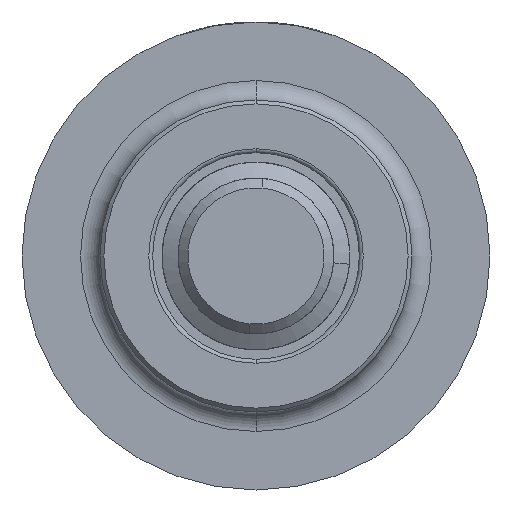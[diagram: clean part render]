
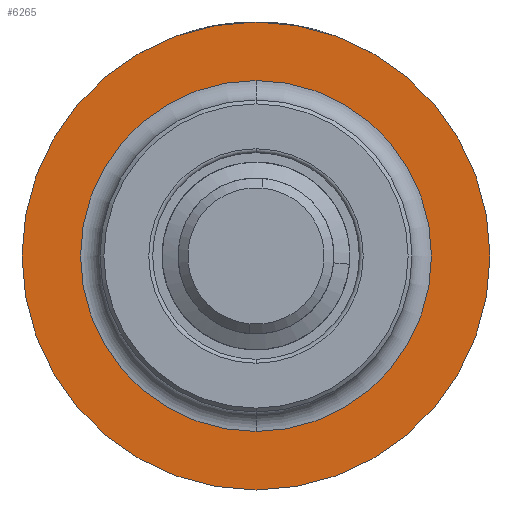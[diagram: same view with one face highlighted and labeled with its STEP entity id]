
A CAD part, front view. The second image highlights one B-rep face of the part: STEP entity #6265.
In plain terms, the highlighted planar face has unit normal (0, -1, 0).
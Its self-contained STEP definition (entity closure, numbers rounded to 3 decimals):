
#66 = DIRECTION ( 'NONE',  ( 0., -1., 0. ) ) ;
#316 = DIRECTION ( 'NONE',  ( 0., -1., 0. ) ) ;
#699 = AXIS2_PLACEMENT_3D ( 'NONE', #2736, #1572, #5808 ) ;
#724 = CARTESIAN_POINT ( 'NONE',  ( 0., 9.42, -12. ) ) ;
#750 = DIRECTION ( 'NONE',  ( 0., -1., 0. ) ) ;
#1048 = EDGE_LOOP ( 'NONE', ( #4032, #3486 ) ) ;
#1326 = CARTESIAN_POINT ( 'NONE',  ( 0., 9.42, 0. ) ) ;
#1408 = EDGE_LOOP ( 'NONE', ( #3196, #3887 ) ) ;
#1489 = EDGE_CURVE ( 'NONE', #4462, #6190, #7419, .T. ) ;
#1572 = DIRECTION ( 'NONE',  ( 0., -1., 0. ) ) ;
#1912 = DIRECTION ( 'NONE',  ( 0., 0., -1. ) ) ;
#1923 = DIRECTION ( 'NONE',  ( 0., 0., -1. ) ) ;
#2274 = EDGE_CURVE ( 'NONE', #5251, #7070, #4634, .T. ) ;
#2380 = CARTESIAN_POINT ( 'NONE',  ( 0., 9.42, 12. ) ) ;
#2736 = CARTESIAN_POINT ( 'NONE',  ( 0., 9.42, 0. ) ) ;
#3006 = AXIS2_PLACEMENT_3D ( 'NONE', #5131, #316, #3350 ) ;
#3190 = DIRECTION ( 'NONE',  ( 0., 0., -1. ) ) ;
#3196 = ORIENTED_EDGE ( 'NONE', *, *, #7700, .T. ) ;
#3350 = DIRECTION ( 'NONE',  ( 0., 0., -1. ) ) ;
#3486 = ORIENTED_EDGE ( 'NONE', *, *, #5199, .F. ) ;
#3735 = CARTESIAN_POINT ( 'NONE',  ( 0., 9.42, 0. ) ) ;
#3769 = CIRCLE ( 'NONE', #6664, 12. ) ;
#3887 = ORIENTED_EDGE ( 'NONE', *, *, #1489, .T. ) ;
#4032 = ORIENTED_EDGE ( 'NONE', *, *, #2274, .F. ) ;
#4462 = VERTEX_POINT ( 'NONE', #2380 ) ;
#4634 = CIRCLE ( 'NONE', #3006, 9. ) ;
#5039 = FACE_BOUND ( 'NONE', #1048, .T. ) ;
#5131 = CARTESIAN_POINT ( 'NONE',  ( 0., 9.42, 0. ) ) ;
#5199 = EDGE_CURVE ( 'NONE', #7070, #5251, #6976, .T. ) ;
#5220 = CARTESIAN_POINT ( 'NONE',  ( 0., 9.42, -9. ) ) ;
#5251 = VERTEX_POINT ( 'NONE', #5220 ) ;
#5456 = AXIS2_PLACEMENT_3D ( 'NONE', #6825, #6912, #3190 ) ;
#5683 = PLANE ( 'NONE',  #5456 ) ;
#5808 = DIRECTION ( 'NONE',  ( 0., 0., -1. ) ) ;
#6105 = AXIS2_PLACEMENT_3D ( 'NONE', #3735, #66, #1923 ) ;
#6190 = VERTEX_POINT ( 'NONE', #724 ) ;
#6265 = ADVANCED_FACE ( 'NONE', ( #6774, #5039 ), #5683, .T. ) ;
#6664 = AXIS2_PLACEMENT_3D ( 'NONE', #1326, #750, #1912 ) ;
#6774 = FACE_OUTER_BOUND ( 'NONE', #1408, .T. ) ;
#6825 = CARTESIAN_POINT ( 'NONE',  ( 9., 9.42, 0. ) ) ;
#6912 = DIRECTION ( 'NONE',  ( 0., -1., 0. ) ) ;
#6976 = CIRCLE ( 'NONE', #699, 9. ) ;
#7070 = VERTEX_POINT ( 'NONE', #7351 ) ;
#7351 = CARTESIAN_POINT ( 'NONE',  ( 0., 9.42, 9. ) ) ;
#7419 = CIRCLE ( 'NONE', #6105, 12. ) ;
#7700 = EDGE_CURVE ( 'NONE', #6190, #4462, #3769, .T. ) ;
